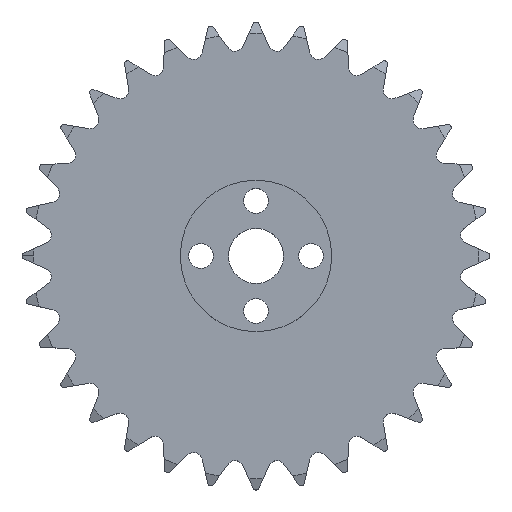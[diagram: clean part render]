
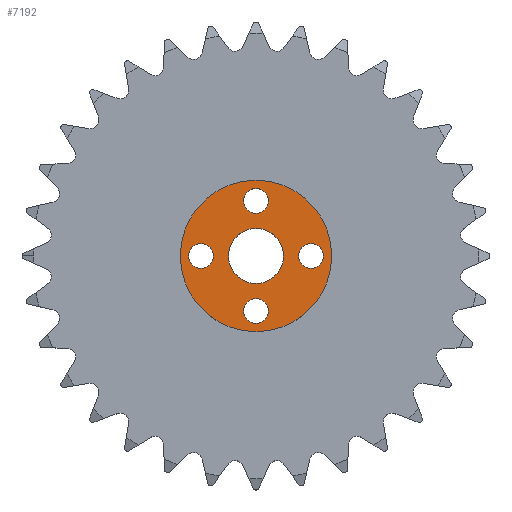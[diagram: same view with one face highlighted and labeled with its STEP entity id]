
A CAD part, top view. The second image highlights one B-rep face of the part: STEP entity #7192.
In plain terms, the highlighted planar face has unit normal (0, 0, 1).
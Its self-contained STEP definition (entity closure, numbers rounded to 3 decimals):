
#70 = DIRECTION ( 'NONE',  ( 0., 0., 1. ) ) ;
#115 = AXIS2_PLACEMENT_3D ( 'NONE', #2575, #70, #2604 ) ;
#362 = VERTEX_POINT ( 'NONE', #4624 ) ;
#444 = CIRCLE ( 'NONE', #9786, 4. ) ;
#552 = ORIENTED_EDGE ( 'NONE', *, *, #3689, .T. ) ;
#608 = DIRECTION ( 'NONE',  ( 0., 0., 1. ) ) ;
#622 = EDGE_CURVE ( 'NONE', #3295, #9598, #6204, .T. ) ;
#689 = DIRECTION ( 'NONE',  ( 1., 0., 0. ) ) ;
#787 = EDGE_LOOP ( 'NONE', ( #2580, #5487 ) ) ;
#805 = CARTESIAN_POINT ( 'NONE',  ( 8., 0., 4. ) ) ;
#845 = EDGE_CURVE ( 'NONE', #4551, #362, #8708, .T. ) ;
#944 = ORIENTED_EDGE ( 'NONE', *, *, #2945, .F. ) ;
#1050 = ORIENTED_EDGE ( 'NONE', *, *, #3771, .F. ) ;
#1607 = AXIS2_PLACEMENT_3D ( 'NONE', #6641, #1781, #7366 ) ;
#1615 = DIRECTION ( 'NONE',  ( 0., 0., 1. ) ) ;
#1672 = CARTESIAN_POINT ( 'NONE',  ( 6.2, 0., 4. ) ) ;
#1676 = DIRECTION ( 'NONE',  ( 1., 0., 0. ) ) ;
#1781 = DIRECTION ( 'NONE',  ( 0., 0., 1. ) ) ;
#2161 = AXIS2_PLACEMENT_3D ( 'NONE', #3315, #8659, #4149 ) ;
#2197 = AXIS2_PLACEMENT_3D ( 'NONE', #6506, #1615, #7218 ) ;
#2203 = EDGE_CURVE ( 'NONE', #2586, #9613, #3859, .T. ) ;
#2230 = DIRECTION ( 'NONE',  ( 0., 0., 1. ) ) ;
#2248 = DIRECTION ( 'NONE',  ( 0., 0., 1. ) ) ;
#2284 = AXIS2_PLACEMENT_3D ( 'NONE', #10068, #5690, #689 ) ;
#2419 = AXIS2_PLACEMENT_3D ( 'NONE', #5624, #608, #6406 ) ;
#2435 = AXIS2_PLACEMENT_3D ( 'NONE', #9216, #4738, #9935 ) ;
#2473 = AXIS2_PLACEMENT_3D ( 'NONE', #7041, #2230, #7743 ) ;
#2519 = EDGE_LOOP ( 'NONE', ( #9740, #6989 ) ) ;
#2528 = CIRCLE ( 'NONE', #2197, 1.8 ) ;
#2575 = CARTESIAN_POINT ( 'NONE',  ( -8., 0., 4. ) ) ;
#2580 = ORIENTED_EDGE ( 'NONE', *, *, #3783, .F. ) ;
#2586 = VERTEX_POINT ( 'NONE', #3781 ) ;
#2604 = DIRECTION ( 'NONE',  ( 1., 0., 0. ) ) ;
#2767 = VERTEX_POINT ( 'NONE', #1672 ) ;
#2785 = VERTEX_POINT ( 'NONE', #9458 ) ;
#2805 = EDGE_LOOP ( 'NONE', ( #4424, #9556 ) ) ;
#2945 = EDGE_CURVE ( 'NONE', #7235, #5370, #5580, .T. ) ;
#3295 = VERTEX_POINT ( 'NONE', #10017 ) ;
#3315 = CARTESIAN_POINT ( 'NONE',  ( 0., 0., 4. ) ) ;
#3356 = EDGE_LOOP ( 'NONE', ( #3940, #944 ) ) ;
#3689 = EDGE_CURVE ( 'NONE', #362, #4551, #7021, .T. ) ;
#3705 = EDGE_CURVE ( 'NONE', #9598, #3295, #5243, .T. ) ;
#3714 = AXIS2_PLACEMENT_3D ( 'NONE', #8999, #4508, #9735 ) ;
#3745 = EDGE_CURVE ( 'NONE', #9075, #2767, #4994, .T. ) ;
#3771 = EDGE_CURVE ( 'NONE', #9613, #2586, #6576, .T. ) ;
#3781 = CARTESIAN_POINT ( 'NONE',  ( -1.8, -8., 4. ) ) ;
#3782 = EDGE_CURVE ( 'NONE', #5370, #7235, #2528, .T. ) ;
#3783 = EDGE_CURVE ( 'NONE', #2785, #4311, #10188, .T. ) ;
#3792 = FACE_OUTER_BOUND ( 'NONE', #4313, .T. ) ;
#3859 = CIRCLE ( 'NONE', #4940, 1.8 ) ;
#3940 = ORIENTED_EDGE ( 'NONE', *, *, #3782, .F. ) ;
#4049 = FACE_BOUND ( 'NONE', #2805, .T. ) ;
#4123 = DIRECTION ( 'NONE',  ( 1., 0., 0. ) ) ;
#4149 = DIRECTION ( 'NONE',  ( 1., 0., 0. ) ) ;
#4311 = VERTEX_POINT ( 'NONE', #7634 ) ;
#4313 = EDGE_LOOP ( 'NONE', ( #552, #9417 ) ) ;
#4424 = ORIENTED_EDGE ( 'NONE', *, *, #3705, .F. ) ;
#4508 = DIRECTION ( 'NONE',  ( 0., 0., 1. ) ) ;
#4551 = VERTEX_POINT ( 'NONE', #5094 ) ;
#4586 = CARTESIAN_POINT ( 'NONE',  ( 0., 0., 4. ) ) ;
#4624 = CARTESIAN_POINT ( 'NONE',  ( -11., 0., 4. ) ) ;
#4738 = DIRECTION ( 'NONE',  ( 0., 0., 1. ) ) ;
#4940 = AXIS2_PLACEMENT_3D ( 'NONE', #7055, #2248, #7756 ) ;
#4994 = CIRCLE ( 'NONE', #2419, 1.8 ) ;
#5094 = CARTESIAN_POINT ( 'NONE',  ( 11., 0., 4. ) ) ;
#5243 = CIRCLE ( 'NONE', #2435, 1.8 ) ;
#5370 = VERTEX_POINT ( 'NONE', #9451 ) ;
#5406 = DIRECTION ( 'NONE',  ( 1., 0., 0. ) ) ;
#5487 = ORIENTED_EDGE ( 'NONE', *, *, #6424, .F. ) ;
#5573 = CARTESIAN_POINT ( 'NONE',  ( 1.8, -8., 4. ) ) ;
#5580 = CIRCLE ( 'NONE', #3714, 1.8 ) ;
#5624 = CARTESIAN_POINT ( 'NONE',  ( 8., 0., 4. ) ) ;
#5690 = DIRECTION ( 'NONE',  ( 0., 0., 1. ) ) ;
#5908 = CARTESIAN_POINT ( 'NONE',  ( -1.8, 8., 4. ) ) ;
#5921 = FACE_BOUND ( 'NONE', #3356, .T. ) ;
#6014 = CARTESIAN_POINT ( 'NONE',  ( 0., 0., 4. ) ) ;
#6204 = CIRCLE ( 'NONE', #115, 1.8 ) ;
#6328 = CARTESIAN_POINT ( 'NONE',  ( -6.2, 0., 4. ) ) ;
#6406 = DIRECTION ( 'NONE',  ( 1., 0., 0. ) ) ;
#6424 = EDGE_CURVE ( 'NONE', #4311, #2785, #444, .T. ) ;
#6506 = CARTESIAN_POINT ( 'NONE',  ( 0., 8., 4. ) ) ;
#6560 = DIRECTION ( 'NONE',  ( 0., 0., 1. ) ) ;
#6576 = CIRCLE ( 'NONE', #2284, 1.8 ) ;
#6641 = CARTESIAN_POINT ( 'NONE',  ( 0., 0., 4. ) ) ;
#6727 = EDGE_LOOP ( 'NONE', ( #1050, #7722 ) ) ;
#6989 = ORIENTED_EDGE ( 'NONE', *, *, #9888, .F. ) ;
#7021 = CIRCLE ( 'NONE', #2473, 11. ) ;
#7041 = CARTESIAN_POINT ( 'NONE',  ( 0., 0., 4. ) ) ;
#7055 = CARTESIAN_POINT ( 'NONE',  ( 0., -8., 4. ) ) ;
#7192 = ADVANCED_FACE ( 'NONE', ( #4049, #8096, #9800, #5921, #7867, #3792 ), #9480, .T. ) ;
#7218 = DIRECTION ( 'NONE',  ( 1., 0., 0. ) ) ;
#7235 = VERTEX_POINT ( 'NONE', #5908 ) ;
#7366 = DIRECTION ( 'NONE',  ( 1., 0., 0. ) ) ;
#7634 = CARTESIAN_POINT ( 'NONE',  ( -4., 0., 4. ) ) ;
#7661 = CIRCLE ( 'NONE', #9984, 1.8 ) ;
#7722 = ORIENTED_EDGE ( 'NONE', *, *, #2203, .F. ) ;
#7743 = DIRECTION ( 'NONE',  ( 1., 0., 0. ) ) ;
#7756 = DIRECTION ( 'NONE',  ( 1., 0., 0. ) ) ;
#7867 = FACE_BOUND ( 'NONE', #787, .T. ) ;
#8096 = FACE_BOUND ( 'NONE', #2519, .T. ) ;
#8196 = CARTESIAN_POINT ( 'NONE',  ( 9.8, 0., 4. ) ) ;
#8419 = AXIS2_PLACEMENT_3D ( 'NONE', #6014, #9063, #4123 ) ;
#8659 = DIRECTION ( 'NONE',  ( 0., 0., 1. ) ) ;
#8708 = CIRCLE ( 'NONE', #8419, 11. ) ;
#8999 = CARTESIAN_POINT ( 'NONE',  ( 0., 8., 4. ) ) ;
#9063 = DIRECTION ( 'NONE',  ( 0., 0., 1. ) ) ;
#9075 = VERTEX_POINT ( 'NONE', #8196 ) ;
#9216 = CARTESIAN_POINT ( 'NONE',  ( -8., 0., 4. ) ) ;
#9417 = ORIENTED_EDGE ( 'NONE', *, *, #845, .T. ) ;
#9451 = CARTESIAN_POINT ( 'NONE',  ( 1.8, 8., 4. ) ) ;
#9458 = CARTESIAN_POINT ( 'NONE',  ( 4., 0., 4. ) ) ;
#9480 = PLANE ( 'NONE',  #1607 ) ;
#9556 = ORIENTED_EDGE ( 'NONE', *, *, #622, .F. ) ;
#9598 = VERTEX_POINT ( 'NONE', #6328 ) ;
#9613 = VERTEX_POINT ( 'NONE', #5573 ) ;
#9735 = DIRECTION ( 'NONE',  ( 1., 0., 0. ) ) ;
#9740 = ORIENTED_EDGE ( 'NONE', *, *, #3745, .F. ) ;
#9786 = AXIS2_PLACEMENT_3D ( 'NONE', #4586, #9802, #5406 ) ;
#9800 = FACE_BOUND ( 'NONE', #6727, .T. ) ;
#9802 = DIRECTION ( 'NONE',  ( 0., 0., 1. ) ) ;
#9888 = EDGE_CURVE ( 'NONE', #2767, #9075, #7661, .T. ) ;
#9935 = DIRECTION ( 'NONE',  ( 1., 0., 0. ) ) ;
#9984 = AXIS2_PLACEMENT_3D ( 'NONE', #805, #6560, #1676 ) ;
#10017 = CARTESIAN_POINT ( 'NONE',  ( -9.8, 0., 4. ) ) ;
#10068 = CARTESIAN_POINT ( 'NONE',  ( 0., -8., 4. ) ) ;
#10188 = CIRCLE ( 'NONE', #2161, 4. ) ;
